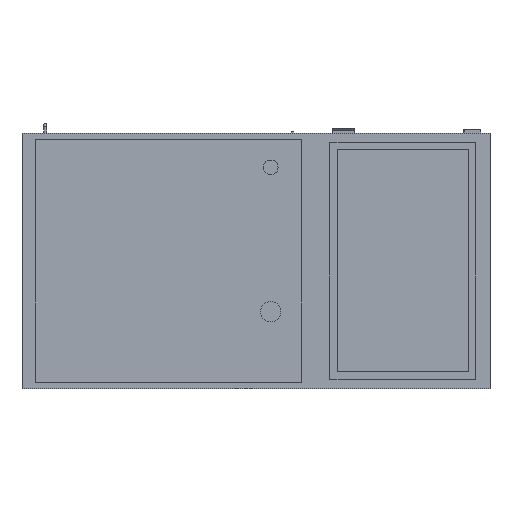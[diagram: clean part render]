
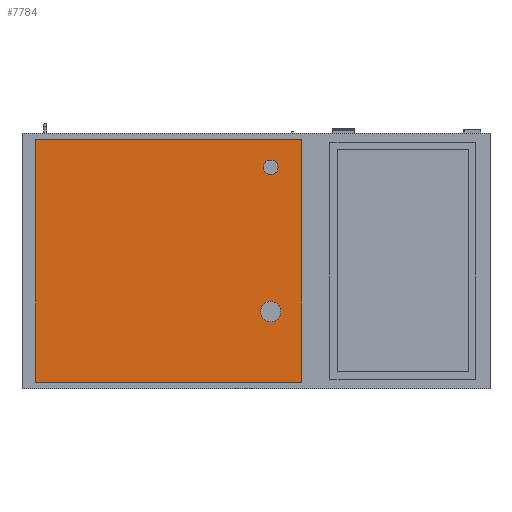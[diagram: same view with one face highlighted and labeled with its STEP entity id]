
A CAD part, front view. The second image highlights one B-rep face of the part: STEP entity #7784.
In plain terms, the highlighted planar face has unit normal (0, -1, 0).
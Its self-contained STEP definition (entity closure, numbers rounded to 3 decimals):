
#472=FACE_OUTER_BOUND('',#957,.T.);
#957=EDGE_LOOP('',(#5236,#5237,#5238,#5239));
#1479=LINE('',#11438,#2390);
#1481=LINE('',#11442,#2392);
#1482=LINE('',#11445,#2393);
#1483=LINE('',#11446,#2394);
#2390=VECTOR('',#9112,10.);
#2392=VECTOR('',#9116,10.);
#2393=VECTOR('',#9119,10.);
#2394=VECTOR('',#9120,10.);
#3283=VERTEX_POINT('',#11434);
#3284=VERTEX_POINT('',#11436);
#3285=VERTEX_POINT('',#11440);
#3286=VERTEX_POINT('',#11444);
#4053=EDGE_CURVE('',#3284,#3283,#1479,.T.);
#4055=EDGE_CURVE('',#3284,#3285,#1481,.T.);
#4056=EDGE_CURVE('',#3286,#3285,#1482,.T.);
#4057=EDGE_CURVE('',#3283,#3286,#1483,.T.);
#5236=ORIENTED_EDGE('',*,*,#4055,.T.);
#5237=ORIENTED_EDGE('',*,*,#4056,.F.);
#5238=ORIENTED_EDGE('',*,*,#4057,.F.);
#5239=ORIENTED_EDGE('',*,*,#4053,.F.);
#7409=PLANE('',#8336);
#7784=ADVANCED_FACE('',(#472),#7409,.T.);
#8336=AXIS2_PLACEMENT_3D('',#11443,#9117,#9118);
#9112=DIRECTION('',(0.,0.,1.));
#9116=DIRECTION('',(1.,0.,0.));
#9117=DIRECTION('center_axis',(0.,-1.,0.));
#9118=DIRECTION('ref_axis',(0.,0.,-1.));
#9119=DIRECTION('',(0.,0.,-1.));
#9120=DIRECTION('',(1.,0.,0.));
#11434=CARTESIAN_POINT('',(-362.5,-185.,330.));
#11436=CARTESIAN_POINT('',(-362.5,-185.,-330.));
#11438=CARTESIAN_POINT('',(-362.5,-185.,330.));
#11440=CARTESIAN_POINT('',(362.5,-185.,-330.));
#11442=CARTESIAN_POINT('',(0.,-185.,-330.));
#11443=CARTESIAN_POINT('Origin',(0.,-185.,330.));
#11444=CARTESIAN_POINT('',(362.5,-185.,330.));
#11445=CARTESIAN_POINT('',(362.5,-185.,330.));
#11446=CARTESIAN_POINT('',(0.,-185.,330.));
